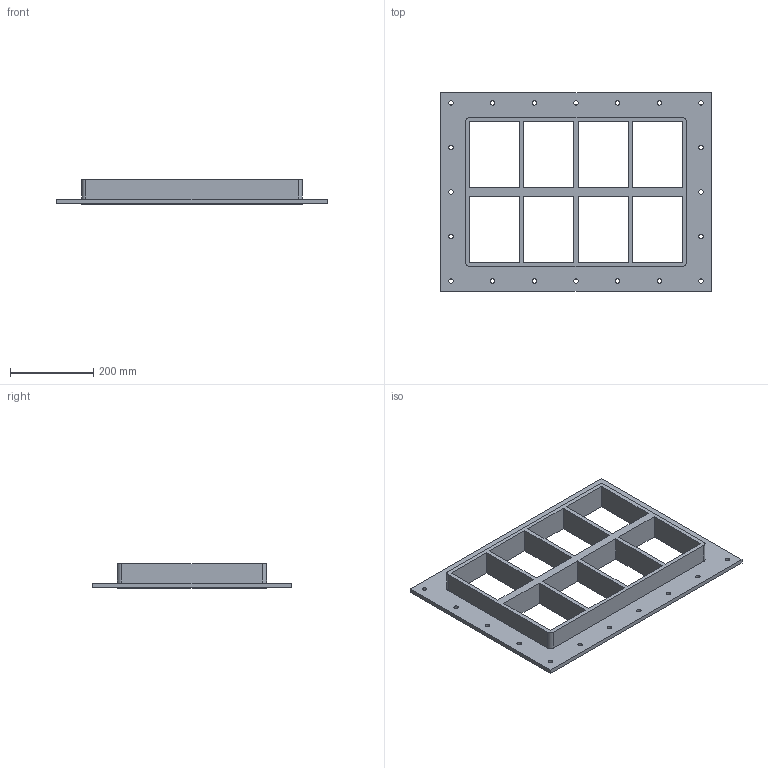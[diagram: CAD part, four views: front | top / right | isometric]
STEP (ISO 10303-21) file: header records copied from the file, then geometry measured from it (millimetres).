
FILE_DESCRIPTION((''),'2;1');
FILE_NAME('SFHM4+4X4.stp','2017-01-17T17:23:33',(''),(''),'Autodesk Inventor 2013','Autodesk Inventor 2013','');
FILE_SCHEMA(('AUTOMOTIVE_DESIGN { 1 0 10303 214 1 1 1 1 }'));
Length unit declared in the file: millimetre
Products named in the file (1): RTD-FRAME GENERATOR SF-LABB
Bounding box: 652 x 479 x 60 mm (x, y, z)
Volume: 3425389.9 mm3; surface area: 699895.3 mm2
Topology: 1 solids, 1 shells, 76 faces, 236 edges, 164 vertices
Faces by surface type: plane 48, cylinder 28
Full cylindrical faces by diameter (mm): 10.5 x20
Entity records: 2514 total; most frequent: CARTESIAN_POINT 417, DIRECTION 406, ORIENTED_EDGE 392, EDGE_CURVE 196, EDGE_LOOP 154, VERTEX_POINT 144, VECTOR 140, LINE 140
